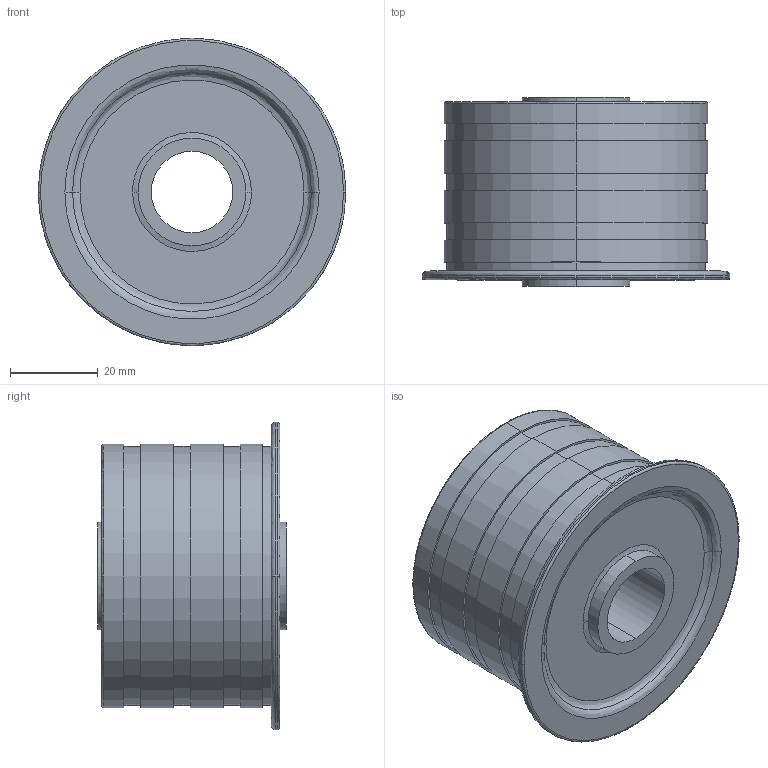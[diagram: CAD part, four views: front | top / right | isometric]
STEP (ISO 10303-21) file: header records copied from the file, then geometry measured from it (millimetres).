
FILE_DESCRIPTION (( 'STEP AP214' ), '1' );
FILE_NAME ('CB3B9568-8722-4262-9492-8BB7E863EF6F.STEP', '2023-08-02T06:20:59', ( '' ), ( '' ), 'SwSTEP 2.0', 'SolidWorks 2022', '' );
FILE_SCHEMA (( 'AUTOMOTIVE_DESIGN' ));
Length unit declared in the file: millimetre
Products named in the file (1): CB3B9568-8722-4262-9492-8BB7E863EF6F
Bounding box: 70 x 43 x 70 mm (x, y, z)
Volume: 101137.2 mm3; surface area: 18344.9 mm2
Topology: 1 solids, 1 shells, 49 faces, 106 edges, 70 vertices
Faces by surface type: cylinder 24, plane 13, bspline 12
Entity records: 1792 total; most frequent: CARTESIAN_POINT 682, DIRECTION 240, ORIENTED_EDGE 212, AXIS2_PLACEMENT_3D 108, EDGE_CURVE 106, VERTEX_POINT 70, CIRCLE 70, EDGE_LOOP 62
